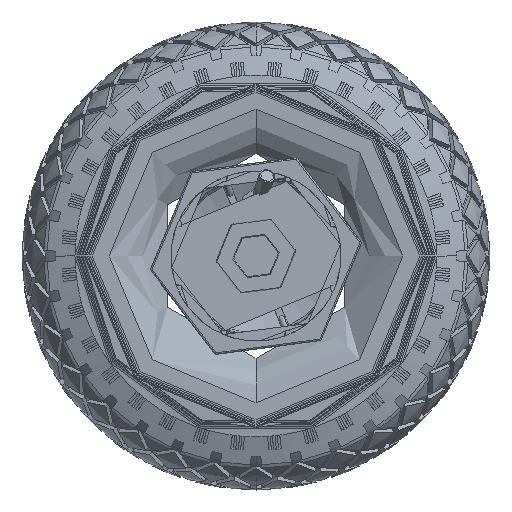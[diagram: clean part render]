
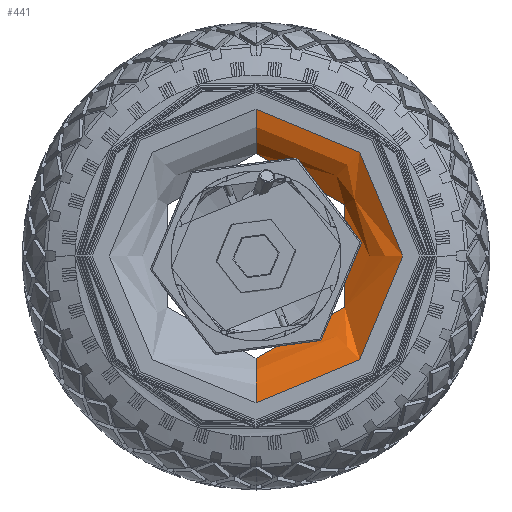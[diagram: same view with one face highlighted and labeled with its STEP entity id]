
A CAD part, front view. The second image highlights one B-rep face of the part: STEP entity #441.
In plain terms, the highlighted toroidal (fillet/blend) face has major radius 83.007 mm and minor radius 30.239 mm.
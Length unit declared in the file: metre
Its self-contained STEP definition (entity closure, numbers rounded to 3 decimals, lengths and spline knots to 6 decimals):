
#441=ADVANCED_FACE('22:1236',(#3203),#3204,.T.);
#3203=FACE_OUTER_BOUND('',#8404,.T.);
#3204=TOROIDAL_SURFACE('',#8405,0.083007,0.030239);
#8404=EDGE_LOOP('',(#212734,#212735,#212736,#212737));
#8405=AXIS2_PLACEMENT_3D('',#212738,#212739,#212740);
#212734=ORIENTED_EDGE('',*,*,#256070,.F.);
#212735=ORIENTED_EDGE('',*,*,#256071,.T.);
#212736=ORIENTED_EDGE('',*,*,#256072,.F.);
#212737=ORIENTED_EDGE('',*,*,#256052,.F.);
#212738=CARTESIAN_POINT('',(0.,-0.012299,0.0));
#212739=DIRECTION('',(0.,-1.0,0.));
#212740=DIRECTION('',(0.0,0.,-1.0));
#256052=EDGE_CURVE('22:1248',#265228,#265224,#265230,.T.);
#256070=EDGE_CURVE('',#265256,#265228,#265257,.T.);
#256071=EDGE_CURVE('11:23021',#265256,#265258,#265259,.T.);
#256072=EDGE_CURVE('',#265224,#265258,#265260,.T.);
#265224=VERTEX_POINT('',#287569);
#265228=VERTEX_POINT('',#287574);
#265230=CIRCLE('',#287577,0.056788);
#265256=VERTEX_POINT('',#287609);
#265257=CIRCLE('',#287610,0.030239);
#265258=VERTEX_POINT('',#287611);
#265259=CIRCLE('',#287612,0.0815);
#265260=CIRCLE('',#287613,0.030239);
#287569=CARTESIAN_POINT('',(0.,-0.027365,0.056788));
#287574=CARTESIAN_POINT('',(0.,-0.027365,-0.056788));
#287577=AXIS2_PLACEMENT_3D('',#320332,#320333,#320334);
#287609=CARTESIAN_POINT('',(0.,-0.0425,-0.0815));
#287610=AXIS2_PLACEMENT_3D('',#320374,#320375,#320376);
#287611=CARTESIAN_POINT('',(0.,-0.0425,0.0815));
#287612=AXIS2_PLACEMENT_3D('',#320377,#320378,#320379);
#287613=AXIS2_PLACEMENT_3D('',#320380,#320381,#320382);
#320332=CARTESIAN_POINT('',(0.,-0.027365,0.));
#320333=DIRECTION('',(0.,-1.0,0.));
#320334=DIRECTION('',(0.,0.0,1.0));
#320374=CARTESIAN_POINT('',(0.,-0.012299,-0.083007));
#320375=DIRECTION('',(-1.0,0.,0.));
#320376=DIRECTION('',(0.,0.,-1.0));
#320377=CARTESIAN_POINT('',(0.,-0.0425,0.0));
#320378=DIRECTION('',(0.,-1.0,-0.0));
#320379=DIRECTION('',(-1.0,0.,0.0));
#320380=CARTESIAN_POINT('',(0.,-0.012299,0.083007));
#320381=DIRECTION('',(-1.0,0.,0.));
#320382=DIRECTION('',(0.,0.,1.0));
